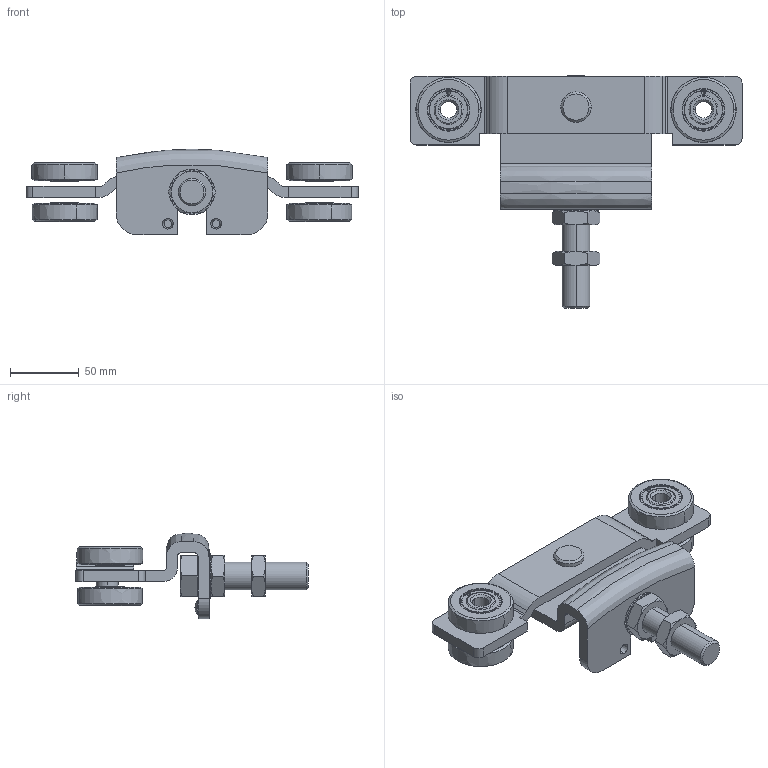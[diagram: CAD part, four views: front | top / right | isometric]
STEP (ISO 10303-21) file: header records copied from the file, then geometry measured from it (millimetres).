
FILE_DESCRIPTION (( 'STEP AP203' ), '1' );
FILE_NAME ('1.25.R91.STEP', '2019-05-28T10:35:50', ( '' ), ( '' ), 'SwSTEP 2.0', 'SolidWorks 2018', '' );
FILE_SCHEMA (( 'CONFIG_CONTROL_DESIGN' ));
Length unit declared in the file: millimetre
Products named in the file (1): 1.25.R91
Bounding box: 241 x 168.78 x 62 mm (x, y, z)
Volume: 338313.6 mm3; surface area: 138992 mm2
Topology: 80 solids, 80 shells, 839 faces, 2023 edges, 1269 vertices
Faces by surface type: cylinder 301, plane 284, cone 144, bspline 102, sphere 4, torus 4
Entity records: 26475 total; most frequent: CARTESIAN_POINT 7499, DIRECTION 4007, ORIENTED_EDGE 3818, EDGE_CURVE 1909, AXIS2_PLACEMENT_3D 1668, VERTEX_POINT 1269, EDGE_LOOP 998, CIRCLE 930
